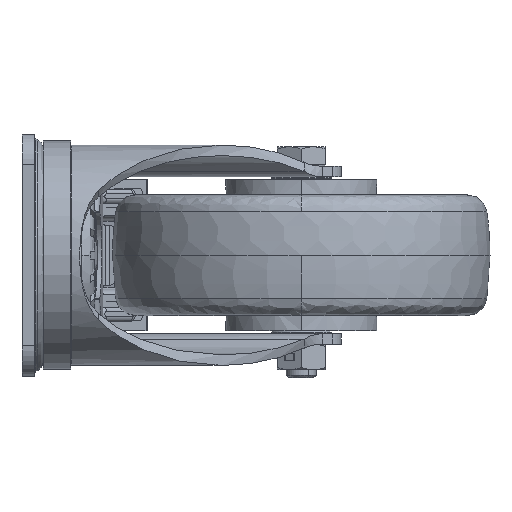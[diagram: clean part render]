
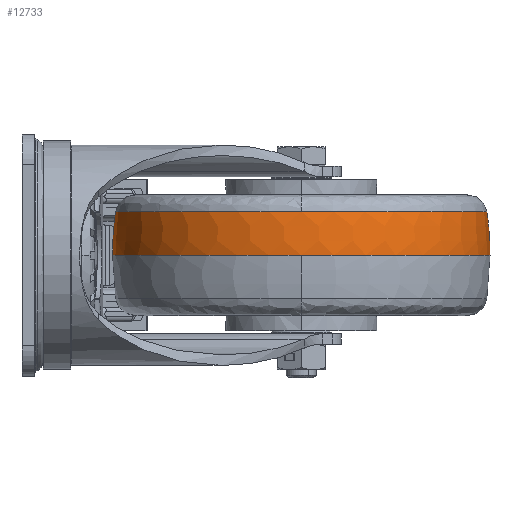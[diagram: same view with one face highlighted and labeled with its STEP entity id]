
A CAD part, left-side view. The second image highlights one B-rep face of the part: STEP entity #12733.
In plain terms, the highlighted toroidal (fillet/blend) face has major radius 32.499 mm and minor radius 95 mm.
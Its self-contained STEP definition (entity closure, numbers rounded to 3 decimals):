
#238 = CARTESIAN_POINT ( 'NONE',  ( 40., -92.5, 0. ) ) ;
#1562 = ORIENTED_EDGE ( 'NONE', *, *, #3999, .F. ) ;
#2345 = DIRECTION ( 'NONE',  ( 0., 0., -1. ) ) ;
#3086 = CARTESIAN_POINT ( 'NONE',  ( 40., -60.001, 0.425 ) ) ;
#3999 = EDGE_CURVE ( 'NONE', #4929, #66042, #19565, .T. ) ;
#4823 = CARTESIAN_POINT ( 'NONE',  ( 40., -153.959, 14.459 ) ) ;
#4929 = VERTEX_POINT ( 'NONE', #9400 ) ;
#5155 = CIRCLE ( 'NONE', #29547, 95. ) ;
#5473 = DIRECTION ( 'NONE',  ( -1., 0., 0. ) ) ;
#8263 = DIRECTION ( 'NONE',  ( 0., 0., -1. ) ) ;
#9400 = CARTESIAN_POINT ( 'NONE',  ( 40., -155., 0. ) ) ;
#10417 = DIRECTION ( 'NONE',  ( -1., 0., 0. ) ) ;
#10741 = CIRCLE ( 'NONE', #41038, 95. ) ;
#12733 = ADVANCED_FACE ( 'NONE', ( #63956 ), #59242, .T. ) ;
#13779 = EDGE_LOOP ( 'NONE', ( #60834, #49143, #25556, #31606, #1562, #46518 ) ) ;
#14251 = AXIS2_PLACEMENT_3D ( 'NONE', #23995, #22500, #22423 ) ;
#17407 = CIRCLE ( 'NONE', #37150, 61.459 ) ;
#19565 = CIRCLE ( 'NONE', #49279, 62.5 ) ;
#22423 = DIRECTION ( 'NONE',  ( 0., -1., 0. ) ) ;
#22500 = DIRECTION ( 'NONE',  ( 0., 0., -1. ) ) ;
#23161 = VERTEX_POINT ( 'NONE', #39741 ) ;
#23995 = CARTESIAN_POINT ( 'NONE',  ( 40., -92.5, 0.425 ) ) ;
#24451 = DIRECTION ( 'NONE',  ( 0., 0., -1. ) ) ;
#24483 = EDGE_CURVE ( 'NONE', #60881, #4929, #10741, .T. ) ;
#25556 = ORIENTED_EDGE ( 'NONE', *, *, #37747, .T. ) ;
#26808 = EDGE_CURVE ( 'NONE', #66042, #65784, #32764, .T. ) ;
#28227 = VERTEX_POINT ( 'NONE', #58509 ) ;
#29547 = AXIS2_PLACEMENT_3D ( 'NONE', #40977, #10417, #46174 ) ;
#31606 = ORIENTED_EDGE ( 'NONE', *, *, #26808, .F. ) ;
#32115 = CIRCLE ( 'NONE', #39357, 61.459 ) ;
#32764 = CIRCLE ( 'NONE', #51591, 62.5 ) ;
#33014 = CARTESIAN_POINT ( 'NONE',  ( 40., -92.5, 14.459 ) ) ;
#34652 = CARTESIAN_POINT ( 'NONE',  ( -22.5, -92.5, 0. ) ) ;
#36074 = DIRECTION ( 'NONE',  ( 0., 0., -1. ) ) ;
#37150 = AXIS2_PLACEMENT_3D ( 'NONE', #33014, #2345, #38114 ) ;
#37233 = DIRECTION ( 'NONE',  ( 0., 0., -1. ) ) ;
#37427 = CARTESIAN_POINT ( 'NONE',  ( 40., -92.5, 0. ) ) ;
#37747 = EDGE_CURVE ( 'NONE', #23161, #65784, #5155, .T. ) ;
#37939 = DIRECTION ( 'NONE',  ( -1., 0., 0. ) ) ;
#38114 = DIRECTION ( 'NONE',  ( -1., 0., 0. ) ) ;
#38844 = DIRECTION ( 'NONE',  ( 1., 0., 0. ) ) ;
#39357 = AXIS2_PLACEMENT_3D ( 'NONE', #55091, #24451, #60210 ) ;
#39741 = CARTESIAN_POINT ( 'NONE',  ( 40., -31.041, 14.459 ) ) ;
#40977 = CARTESIAN_POINT ( 'NONE',  ( 40., -124.999, 0.425 ) ) ;
#41038 = AXIS2_PLACEMENT_3D ( 'NONE', #3086, #38844, #8263 ) ;
#44123 = CARTESIAN_POINT ( 'NONE',  ( 40., -30., 0. ) ) ;
#46174 = DIRECTION ( 'NONE',  ( 0., 0., 1. ) ) ;
#46518 = ORIENTED_EDGE ( 'NONE', *, *, #24483, .F. ) ;
#49143 = ORIENTED_EDGE ( 'NONE', *, *, #51070, .T. ) ;
#49279 = AXIS2_PLACEMENT_3D ( 'NONE', #37427, #37233, #37939 ) ;
#51070 = EDGE_CURVE ( 'NONE', #28227, #23161, #17407, .T. ) ;
#51591 = AXIS2_PLACEMENT_3D ( 'NONE', #238, #36074, #5473 ) ;
#55091 = CARTESIAN_POINT ( 'NONE',  ( 40., -92.5, 14.459 ) ) ;
#57243 = EDGE_CURVE ( 'NONE', #60881, #28227, #32115, .T. ) ;
#58509 = CARTESIAN_POINT ( 'NONE',  ( -21.459, -92.5, 14.459 ) ) ;
#59242 = TOROIDAL_SURFACE ( 'NONE', #14251, -32.499, 95. ) ;
#60210 = DIRECTION ( 'NONE',  ( -1., 0., 0. ) ) ;
#60834 = ORIENTED_EDGE ( 'NONE', *, *, #57243, .T. ) ;
#60881 = VERTEX_POINT ( 'NONE', #4823 ) ;
#63956 = FACE_OUTER_BOUND ( 'NONE', #13779, .T. ) ;
#65784 = VERTEX_POINT ( 'NONE', #44123 ) ;
#66042 = VERTEX_POINT ( 'NONE', #34652 ) ;
